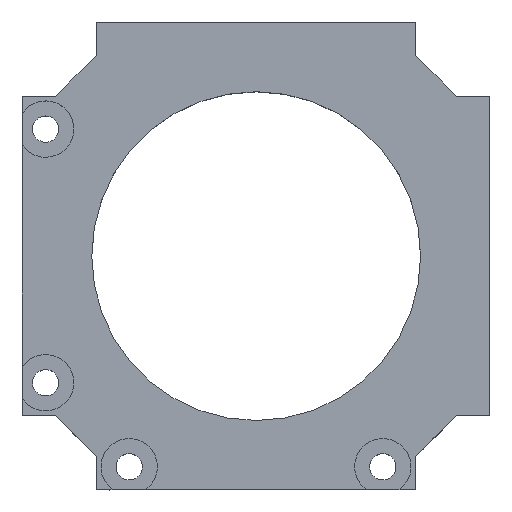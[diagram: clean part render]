
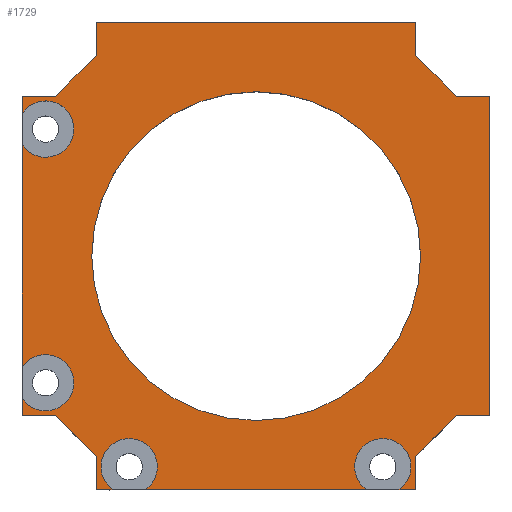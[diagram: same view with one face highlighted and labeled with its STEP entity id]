
A CAD part, top view. The second image highlights one B-rep face of the part: STEP entity #1729.
In plain terms, the highlighted planar face has unit normal (0, 0, 1).
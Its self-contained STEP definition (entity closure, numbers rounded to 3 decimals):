
#47=FACE_BOUND('',#250,.T.);
#55=CIRCLE('',#1783,3.);
#64=CIRCLE('',#1811,3.);
#71=CIRCLE('',#1834,3.);
#79=CIRCLE('',#1861,3.);
#81=CIRCLE('',#1865,17.5);
#150=FACE_OUTER_BOUND('',#249,.T.);
#249=EDGE_LOOP('',(#1489,#1490,#1491,#1492,#1493,#1494,#1495,#1496,#1497,
#1498,#1499,#1500,#1501,#1502,#1503,#1504,#1505,#1506,#1507,#1508,#1509,
#1510,#1511,#1512));
#250=EDGE_LOOP('',(#1513));
#309=LINE('',#2433,#521);
#310=LINE('',#2435,#522);
#314=LINE('',#2443,#526);
#328=LINE('',#2470,#540);
#331=LINE('',#2476,#543);
#387=LINE('',#2607,#599);
#422=LINE('',#2693,#634);
#423=LINE('',#2695,#635);
#427=LINE('',#2703,#639);
#438=LINE('',#2723,#650);
#439=LINE('',#2725,#651);
#452=LINE('',#2764,#664);
#453=LINE('',#2766,#665);
#454=LINE('',#2768,#666);
#455=LINE('',#2770,#667);
#456=LINE('',#2772,#668);
#457=LINE('',#2774,#669);
#458=LINE('',#2776,#670);
#459=LINE('',#2778,#671);
#460=LINE('',#2779,#672);
#521=VECTOR('',#1974,10.);
#522=VECTOR('',#1975,10.);
#526=VECTOR('',#1979,10.);
#540=VECTOR('',#1997,10.);
#543=VECTOR('',#2002,10.);
#599=VECTOR('',#2112,10.);
#634=VECTOR('',#2195,10.);
#635=VECTOR('',#2196,10.);
#639=VECTOR('',#2200,10.);
#650=VECTOR('',#2215,10.);
#651=VECTOR('',#2218,10.);
#664=VECTOR('',#2265,10.);
#665=VECTOR('',#2266,10.);
#666=VECTOR('',#2267,10.);
#667=VECTOR('',#2268,10.);
#668=VECTOR('',#2269,10.);
#669=VECTOR('',#2270,10.);
#670=VECTOR('',#2271,10.);
#671=VECTOR('',#2272,10.);
#672=VECTOR('',#2273,10.);
#719=VERTEX_POINT('',#2404);
#720=VERTEX_POINT('',#2406);
#727=VERTEX_POINT('',#2431);
#728=VERTEX_POINT('',#2434);
#731=VERTEX_POINT('',#2440);
#732=VERTEX_POINT('',#2442);
#743=VERTEX_POINT('',#2468);
#745=VERTEX_POINT('',#2474);
#793=VERTEX_POINT('',#2606);
#805=VERTEX_POINT('',#2647);
#806=VERTEX_POINT('',#2649);
#820=VERTEX_POINT('',#2691);
#821=VERTEX_POINT('',#2694);
#824=VERTEX_POINT('',#2700);
#825=VERTEX_POINT('',#2702);
#832=VERTEX_POINT('',#2721);
#841=VERTEX_POINT('',#2763);
#842=VERTEX_POINT('',#2765);
#843=VERTEX_POINT('',#2767);
#844=VERTEX_POINT('',#2769);
#845=VERTEX_POINT('',#2771);
#846=VERTEX_POINT('',#2773);
#847=VERTEX_POINT('',#2775);
#848=VERTEX_POINT('',#2777);
#849=VERTEX_POINT('',#2780);
#891=EDGE_CURVE('',#720,#719,#55,.T.);
#905=EDGE_CURVE('',#719,#727,#309,.T.);
#906=EDGE_CURVE('',#728,#720,#310,.T.);
#910=EDGE_CURVE('',#732,#731,#314,.T.);
#924=EDGE_CURVE('',#727,#743,#328,.T.);
#927=EDGE_CURVE('',#743,#745,#331,.T.);
#957=EDGE_CURVE('',#731,#728,#64,.T.);
#992=EDGE_CURVE('',#793,#732,#387,.T.);
#1013=EDGE_CURVE('',#806,#805,#71,.T.);
#1035=EDGE_CURVE('',#805,#820,#422,.T.);
#1036=EDGE_CURVE('',#821,#806,#423,.T.);
#1040=EDGE_CURVE('',#825,#824,#427,.T.);
#1051=EDGE_CURVE('',#820,#832,#438,.T.);
#1052=EDGE_CURVE('',#832,#793,#439,.T.);
#1068=EDGE_CURVE('',#824,#821,#79,.T.);
#1071=EDGE_CURVE('',#745,#841,#452,.T.);
#1072=EDGE_CURVE('',#841,#842,#453,.T.);
#1073=EDGE_CURVE('',#842,#843,#454,.T.);
#1074=EDGE_CURVE('',#843,#844,#455,.T.);
#1075=EDGE_CURVE('',#844,#845,#456,.T.);
#1076=EDGE_CURVE('',#845,#846,#457,.T.);
#1077=EDGE_CURVE('',#846,#847,#458,.T.);
#1078=EDGE_CURVE('',#847,#848,#459,.T.);
#1079=EDGE_CURVE('',#848,#825,#460,.T.);
#1080=EDGE_CURVE('',#849,#849,#81,.T.);
#1489=ORIENTED_EDGE('',*,*,#891,.T.);
#1490=ORIENTED_EDGE('',*,*,#905,.T.);
#1491=ORIENTED_EDGE('',*,*,#924,.T.);
#1492=ORIENTED_EDGE('',*,*,#927,.T.);
#1493=ORIENTED_EDGE('',*,*,#1071,.T.);
#1494=ORIENTED_EDGE('',*,*,#1072,.T.);
#1495=ORIENTED_EDGE('',*,*,#1073,.T.);
#1496=ORIENTED_EDGE('',*,*,#1074,.T.);
#1497=ORIENTED_EDGE('',*,*,#1075,.T.);
#1498=ORIENTED_EDGE('',*,*,#1076,.T.);
#1499=ORIENTED_EDGE('',*,*,#1077,.T.);
#1500=ORIENTED_EDGE('',*,*,#1078,.T.);
#1501=ORIENTED_EDGE('',*,*,#1079,.T.);
#1502=ORIENTED_EDGE('',*,*,#1040,.T.);
#1503=ORIENTED_EDGE('',*,*,#1068,.T.);
#1504=ORIENTED_EDGE('',*,*,#1036,.T.);
#1505=ORIENTED_EDGE('',*,*,#1013,.T.);
#1506=ORIENTED_EDGE('',*,*,#1035,.T.);
#1507=ORIENTED_EDGE('',*,*,#1051,.T.);
#1508=ORIENTED_EDGE('',*,*,#1052,.T.);
#1509=ORIENTED_EDGE('',*,*,#992,.T.);
#1510=ORIENTED_EDGE('',*,*,#910,.T.);
#1511=ORIENTED_EDGE('',*,*,#957,.T.);
#1512=ORIENTED_EDGE('',*,*,#906,.T.);
#1513=ORIENTED_EDGE('',*,*,#1080,.T.);
#1647=PLANE('',#1864);
#1729=ADVANCED_FACE('',(#150,#47),#1647,.F.);
#1783=AXIS2_PLACEMENT_3D('',#2407,#1947,#1948);
#1811=AXIS2_PLACEMENT_3D('',#2536,#2060,#2061);
#1834=AXIS2_PLACEMENT_3D('',#2650,#2155,#2156);
#1861=AXIS2_PLACEMENT_3D('',#2757,#2256,#2257);
#1864=AXIS2_PLACEMENT_3D('',#2762,#2263,#2264);
#1865=AXIS2_PLACEMENT_3D('',#2781,#2274,#2275);
#1947=DIRECTION('center_axis',(0.,0.,
-1.));
#1948=DIRECTION('ref_axis',(0.,1.,0.));
#1974=DIRECTION('',(1.,0.,0.));
#1975=DIRECTION('',(1.,0.,0.));
#1979=DIRECTION('',(1.,0.,0.));
#1997=DIRECTION('',(0.,1.,0.));
#2002=DIRECTION('',(0.707,0.707,0.));
#2060=DIRECTION('center_axis',(0.,0.,
-1.));
#2061=DIRECTION('ref_axis',(0.,1.,0.));
#2112=DIRECTION('',(0.,-1.,0.));
#2155=DIRECTION('center_axis',(0.,0.,
-1.));
#2156=DIRECTION('ref_axis',(1.,0.,0.));
#2195=DIRECTION('',(0.,-1.,0.));
#2196=DIRECTION('',(0.,-1.,0.));
#2200=DIRECTION('',(0.,-1.,0.));
#2215=DIRECTION('',(1.,0.,0.));
#2218=DIRECTION('',(0.707,-0.707,0.));
#2256=DIRECTION('center_axis',(0.,0.,
-1.));
#2257=DIRECTION('ref_axis',(1.,0.,0.));
#2263=DIRECTION('center_axis',(0.,0.,
-1.));
#2264=DIRECTION('ref_axis',(-1.,0.,0.));
#2265=DIRECTION('',(1.,0.,0.));
#2266=DIRECTION('',(0.,1.,0.));
#2267=DIRECTION('',(-1.,0.,0.));
#2268=DIRECTION('',(-0.707,0.707,0.));
#2269=DIRECTION('',(0.,1.,0.));
#2270=DIRECTION('',(-1.,0.,0.));
#2271=DIRECTION('',(0.,-1.,0.));
#2272=DIRECTION('',(-0.707,-0.707,0.));
#2273=DIRECTION('',(-1.,0.,0.));
#2274=DIRECTION('center_axis',(0.,0.,
-1.));
#2275=DIRECTION('ref_axis',(-1.,0.,0.));
#2404=CARTESIAN_POINT('',(-20.211,-3.97,22.));
#2406=CARTESIAN_POINT('',(-23.649,-3.97,22.));
#2407=CARTESIAN_POINT('Origin',(-21.93,-1.511,22.));
#2431=CARTESIAN_POINT('',(-18.43,-3.97,22.));
#2433=CARTESIAN_POINT('',(-27.03,-3.97,22.));
#2434=CARTESIAN_POINT('',(-47.211,-3.97,22.));
#2435=CARTESIAN_POINT('',(-27.03,-3.97,22.));
#2440=CARTESIAN_POINT('',(-50.649,-3.97,22.));
#2442=CARTESIAN_POINT('',(-52.389,-3.97,22.));
#2443=CARTESIAN_POINT('',(-27.03,-3.97,22.));
#2468=CARTESIAN_POINT('',(-18.43,-0.395,22.));
#2470=CARTESIAN_POINT('',(-18.43,8.48,22.));
#2474=CARTESIAN_POINT('',(-14.105,3.93,22.));
#2476=CARTESIAN_POINT('',(-17.349,0.686,22.));
#2536=CARTESIAN_POINT('Origin',(-48.93,-1.511,22.));
#2606=CARTESIAN_POINT('',(-52.389,-0.437,22.));
#2607=CARTESIAN_POINT('',(-52.389,10.247,22.));
#2647=CARTESIAN_POINT('',(-60.33,5.772,22.));
#2649=CARTESIAN_POINT('',(-60.33,9.088,22.));
#2650=CARTESIAN_POINT('Origin',(-57.83,7.43,22.));
#2691=CARTESIAN_POINT('',(-60.33,3.93,22.));
#2693=CARTESIAN_POINT('',(-60.33,12.53,22.));
#2694=CARTESIAN_POINT('',(-60.33,32.772,22.));
#2695=CARTESIAN_POINT('',(-60.33,12.53,22.));
#2700=CARTESIAN_POINT('',(-60.33,36.088,22.));
#2702=CARTESIAN_POINT('',(-60.33,37.93,22.));
#2703=CARTESIAN_POINT('',(-60.33,12.53,22.));
#2721=CARTESIAN_POINT('',(-56.755,3.93,22.));
#2723=CARTESIAN_POINT('',(-47.88,3.93,22.));
#2725=CARTESIAN_POINT('',(-55.674,2.849,22.));
#2757=CARTESIAN_POINT('Origin',(-57.83,34.43,22.));
#2762=CARTESIAN_POINT('Origin',(-58.501,20.93,22.));
#2763=CARTESIAN_POINT('',(-10.53,3.93,22.));
#2764=CARTESIAN_POINT('',(-24.767,3.93,22.));
#2765=CARTESIAN_POINT('',(-10.53,37.93,22.));
#2766=CARTESIAN_POINT('',(-10.53,29.33,22.));
#2767=CARTESIAN_POINT('',(-14.105,37.93,22.));
#2768=CARTESIAN_POINT('',(-22.98,37.93,22.));
#2769=CARTESIAN_POINT('',(-18.43,42.255,22.));
#2770=CARTESIAN_POINT('',(-15.186,39.011,22.));
#2771=CARTESIAN_POINT('',(-18.43,45.83,22.));
#2772=CARTESIAN_POINT('',(-18.43,31.593,22.));
#2773=CARTESIAN_POINT('',(-52.43,45.83,22.));
#2774=CARTESIAN_POINT('',(-43.83,45.83,22.));
#2775=CARTESIAN_POINT('',(-52.43,42.255,22.));
#2776=CARTESIAN_POINT('',(-52.43,33.38,22.));
#2777=CARTESIAN_POINT('',(-56.755,37.93,22.));
#2778=CARTESIAN_POINT('',(-53.511,41.174,22.));
#2779=CARTESIAN_POINT('',(-46.093,37.93,22.));
#2780=CARTESIAN_POINT('',(-17.909,20.909,22.));
#2781=CARTESIAN_POINT('Origin',(-35.409,20.909,22.));
